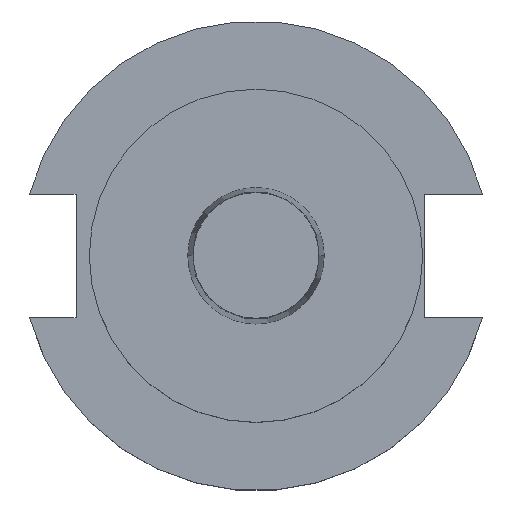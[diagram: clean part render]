
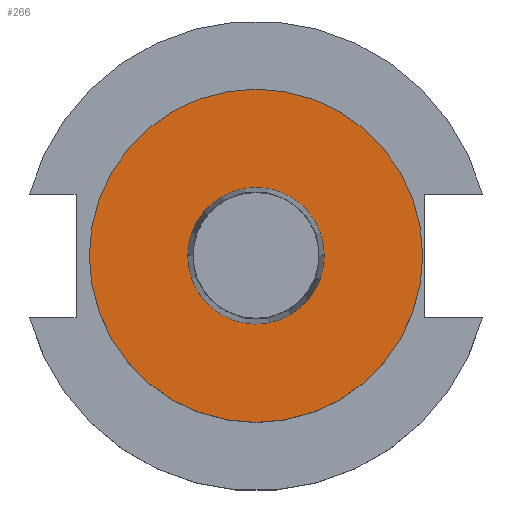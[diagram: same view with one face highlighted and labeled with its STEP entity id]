
A CAD part, top view. The second image highlights one B-rep face of the part: STEP entity #266.
In plain terms, the highlighted planar face has unit normal (0, 0, 1).
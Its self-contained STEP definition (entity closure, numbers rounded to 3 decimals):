
#48 = DIRECTION ( 'NONE',  ( 1., 0., 0. ) ) ;
#54 = EDGE_CURVE ( 'NONE', #1282, #297, #948, .T. ) ;
#107 = AXIS2_PLACEMENT_3D ( 'NONE', #134, #1127, #48 ) ;
#131 = ORIENTED_EDGE ( 'NONE', *, *, #165, .T. ) ;
#134 = CARTESIAN_POINT ( 'NONE',  ( 0., 0., 34.878 ) ) ;
#141 = EDGE_LOOP ( 'NONE', ( #1355, #370 ) ) ;
#165 = EDGE_CURVE ( 'NONE', #1122, #542, #1015, .T. ) ;
#192 = DIRECTION ( 'NONE',  ( 1., 0., 0. ) ) ;
#266 = ADVANCED_FACE ( 'NONE', ( #594, #667 ), #945, .T. ) ;
#297 = VERTEX_POINT ( 'NONE', #877 ) ;
#328 = DIRECTION ( 'NONE',  ( 0., 0., 1. ) ) ;
#338 = CARTESIAN_POINT ( 'NONE',  ( 34.925, 0., 34.878 ) ) ;
#370 = ORIENTED_EDGE ( 'NONE', *, *, #54, .F. ) ;
#401 = AXIS2_PLACEMENT_3D ( 'NONE', #494, #1181, #459 ) ;
#412 = EDGE_CURVE ( 'NONE', #297, #1282, #1580, .T. ) ;
#459 = DIRECTION ( 'NONE',  ( 1., 0., 0. ) ) ;
#494 = CARTESIAN_POINT ( 'NONE',  ( 0., 34.925, 34.878 ) ) ;
#542 = VERTEX_POINT ( 'NONE', #338 ) ;
#594 = FACE_OUTER_BOUND ( 'NONE', #1258, .T. ) ;
#667 = FACE_BOUND ( 'NONE', #141, .T. ) ;
#685 = CARTESIAN_POINT ( 'NONE',  ( 0., 0., 34.878 ) ) ;
#844 = CARTESIAN_POINT ( 'NONE',  ( -13.5, 0., 34.878 ) ) ;
#877 = CARTESIAN_POINT ( 'NONE',  ( 13.5, 0., 34.878 ) ) ;
#885 = DIRECTION ( 'NONE',  ( 0., 0., 1. ) ) ;
#905 = AXIS2_PLACEMENT_3D ( 'NONE', #1120, #885, #1014 ) ;
#945 = PLANE ( 'NONE',  #401 ) ;
#948 = CIRCLE ( 'NONE', #905, 13.5 ) ;
#1014 = DIRECTION ( 'NONE',  ( 1., 0., 0. ) ) ;
#1015 = CIRCLE ( 'NONE', #1041, 34.925 ) ;
#1035 = CARTESIAN_POINT ( 'NONE',  ( 0., 0., 34.878 ) ) ;
#1041 = AXIS2_PLACEMENT_3D ( 'NONE', #1035, #1147, #192 ) ;
#1120 = CARTESIAN_POINT ( 'NONE',  ( 0., 0., 34.878 ) ) ;
#1122 = VERTEX_POINT ( 'NONE', #1414 ) ;
#1127 = DIRECTION ( 'NONE',  ( 0., 0., 1. ) ) ;
#1147 = DIRECTION ( 'NONE',  ( 0., 0., 1. ) ) ;
#1177 = CIRCLE ( 'NONE', #107, 34.925 ) ;
#1181 = DIRECTION ( 'NONE',  ( 0., 0., 1. ) ) ;
#1258 = EDGE_LOOP ( 'NONE', ( #1577, #131 ) ) ;
#1268 = DIRECTION ( 'NONE',  ( 1., 0., 0. ) ) ;
#1282 = VERTEX_POINT ( 'NONE', #844 ) ;
#1351 = AXIS2_PLACEMENT_3D ( 'NONE', #685, #328, #1268 ) ;
#1355 = ORIENTED_EDGE ( 'NONE', *, *, #412, .F. ) ;
#1414 = CARTESIAN_POINT ( 'NONE',  ( -34.925, 0., 34.878 ) ) ;
#1572 = EDGE_CURVE ( 'NONE', #542, #1122, #1177, .T. ) ;
#1577 = ORIENTED_EDGE ( 'NONE', *, *, #1572, .T. ) ;
#1580 = CIRCLE ( 'NONE', #1351, 13.5 ) ;
